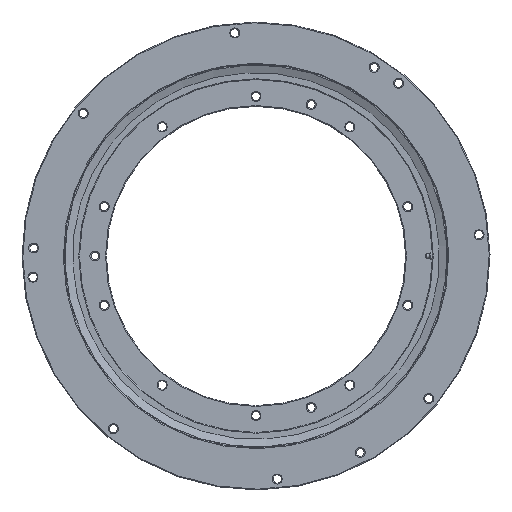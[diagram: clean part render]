
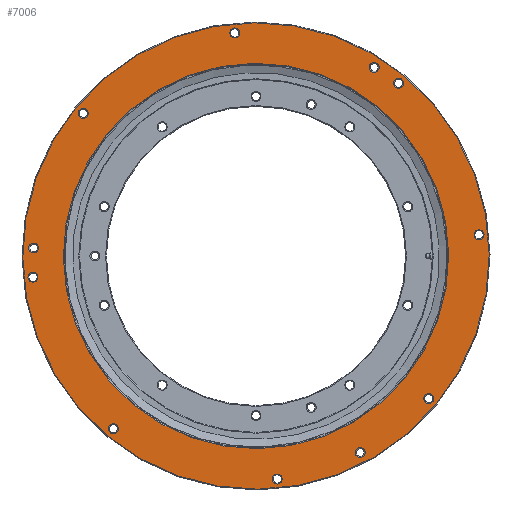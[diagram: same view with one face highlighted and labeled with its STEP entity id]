
A CAD part, front view. The second image highlights one B-rep face of the part: STEP entity #7006.
In plain terms, the highlighted planar face has unit normal (0, -1, 0).
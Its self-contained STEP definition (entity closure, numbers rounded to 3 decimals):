
#7006 = ADVANCED_FACE('',(#7007,#7018,#7029,#7040,#7051,#7062,#7073,
    #7084,#7095,#7106,#7117,#7128,#7139),#7150,.F.);
#7007 = FACE_BOUND('',#7008,.T.);
#7008 = EDGE_LOOP('',(#7009));
#7009 = ORIENTED_EDGE('',*,*,#7010,.F.);
#7010 = EDGE_CURVE('',#7011,#7011,#7013,.T.);
#7011 = VERTEX_POINT('',#7012);
#7012 = CARTESIAN_POINT('',(158.068,-30.,250.788));
#7013 = CIRCLE('',#7014,6.5);
#7014 = AXIS2_PLACEMENT_3D('',#7015,#7016,#7017);
#7015 = CARTESIAN_POINT('',(153.928,-30.,245.777));
#7016 = DIRECTION('',(0.,-1.,0.));
#7017 = DIRECTION('',(0.637,0.,0.771));
#7018 = FACE_BOUND('',#7019,.T.);
#7019 = EDGE_LOOP('',(#7020));
#7020 = ORIENTED_EDGE('',*,*,#7021,.F.);
#7021 = EDGE_CURVE('',#7022,#7022,#7024,.T.);
#7022 = VERTEX_POINT('',#7023);
#7023 = CARTESIAN_POINT('',(-285.673,-30.,15.429));
#7024 = CIRCLE('',#7025,6.5);
#7025 = AXIS2_PLACEMENT_3D('',#7026,#7027,#7028);
#7026 = CARTESIAN_POINT('',(-289.813,-30.,10.417));
#7027 = DIRECTION('',(0.,-1.,0.));
#7028 = DIRECTION('',(0.637,0.,0.771));
#7029 = FACE_BOUND('',#7030,.T.);
#7030 = EDGE_LOOP('',(#7031));
#7031 = ORIENTED_EDGE('',*,*,#7032,.F.);
#7032 = EDGE_CURVE('',#7033,#7033,#7035,.T.);
#7033 = VERTEX_POINT('',#7034);
#7034 = CARTESIAN_POINT('',(140.024,-30.,-251.183));
#7035 = CIRCLE('',#7036,6.5);
#7036 = AXIS2_PLACEMENT_3D('',#7037,#7038,#7039);
#7037 = CARTESIAN_POINT('',(135.885,-30.,-256.194));
#7038 = DIRECTION('',(0.,-1.,0.));
#7039 = DIRECTION('',(0.637,0.,0.771));
#7040 = FACE_BOUND('',#7041,.T.);
#7041 = EDGE_LOOP('',(#7042));
#7042 = ORIENTED_EDGE('',*,*,#7043,.T.);
#7043 = EDGE_CURVE('',#7044,#7044,#7046,.T.);
#7044 = VERTEX_POINT('',#7045);
#7045 = CARTESIAN_POINT('',(-159.981,-30.,-193.668));
#7046 = CIRCLE('',#7047,251.2);
#7047 = AXIS2_PLACEMENT_3D('',#7048,#7049,#7050);
#7048 = CARTESIAN_POINT('',(-0.,-30.,0.));
#7049 = DIRECTION('',(0.,1.,0.));
#7050 = DIRECTION('',(-0.637,0.,-0.771));
#7051 = FACE_BOUND('',#7052,.T.);
#7052 = EDGE_LOOP('',(#7053));
#7053 = ORIENTED_EDGE('',*,*,#7054,.T.);
#7054 = EDGE_CURVE('',#7055,#7055,#7057,.T.);
#7055 = VERTEX_POINT('',#7056);
#7056 = CARTESIAN_POINT('',(-193.608,-30.,-234.376));
#7057 = CIRCLE('',#7058,304.);
#7058 = AXIS2_PLACEMENT_3D('',#7059,#7060,#7061);
#7059 = CARTESIAN_POINT('',(-0.,-30.,0.));
#7060 = DIRECTION('',(0.,-1.,-0.));
#7061 = DIRECTION('',(-0.637,0.,-0.771));
#7062 = FACE_BOUND('',#7063,.T.);
#7063 = EDGE_LOOP('',(#7064));
#7064 = ORIENTED_EDGE('',*,*,#7065,.F.);
#7065 = EDGE_CURVE('',#7066,#7066,#7068,.T.);
#7066 = VERTEX_POINT('',#7067);
#7067 = CARTESIAN_POINT('',(-220.985,-30.,190.977));
#7068 = CIRCLE('',#7069,6.5);
#7069 = AXIS2_PLACEMENT_3D('',#7070,#7071,#7072);
#7070 = CARTESIAN_POINT('',(-225.124,-30.,185.965));
#7071 = DIRECTION('',(0.,-1.,0.));
#7072 = DIRECTION('',(0.637,0.,0.771));
#7073 = FACE_BOUND('',#7074,.T.);
#7074 = EDGE_LOOP('',(#7075));
#7075 = ORIENTED_EDGE('',*,*,#7076,.F.);
#7076 = EDGE_CURVE('',#7077,#7077,#7079,.T.);
#7077 = VERTEX_POINT('',#7078);
#7078 = CARTESIAN_POINT('',(-286.545,-30.,-22.678));
#7079 = CIRCLE('',#7080,6.5);
#7080 = AXIS2_PLACEMENT_3D('',#7081,#7082,#7083);
#7081 = CARTESIAN_POINT('',(-290.684,-30.,-27.689));
#7082 = DIRECTION('',(0.,-1.,0.));
#7083 = DIRECTION('',(0.637,0.,0.771));
#7084 = FACE_BOUND('',#7085,.T.);
#7085 = EDGE_LOOP('',(#7086));
#7086 = ORIENTED_EDGE('',*,*,#7087,.F.);
#7087 = EDGE_CURVE('',#7088,#7088,#7090,.T.);
#7088 = VERTEX_POINT('',#7089);
#7089 = CARTESIAN_POINT('',(-181.826,-30.,-220.113));
#7090 = CIRCLE('',#7091,6.5);
#7091 = AXIS2_PLACEMENT_3D('',#7092,#7093,#7094);
#7092 = CARTESIAN_POINT('',(-185.965,-30.,-225.124));
#7093 = DIRECTION('',(0.,-1.,0.));
#7094 = DIRECTION('',(0.637,0.,0.771));
#7095 = FACE_BOUND('',#7096,.T.);
#7096 = EDGE_LOOP('',(#7097));
#7097 = ORIENTED_EDGE('',*,*,#7098,.F.);
#7098 = EDGE_CURVE('',#7099,#7099,#7101,.T.);
#7099 = VERTEX_POINT('',#7100);
#7100 = CARTESIAN_POINT('',(31.829,-30.,-285.673));
#7101 = CIRCLE('',#7102,6.5);
#7102 = AXIS2_PLACEMENT_3D('',#7103,#7104,#7105);
#7103 = CARTESIAN_POINT('',(27.689,-30.,-290.684));
#7104 = DIRECTION('',(0.,-1.,0.));
#7105 = DIRECTION('',(0.637,0.,0.771));
#7106 = FACE_BOUND('',#7107,.T.);
#7107 = EDGE_LOOP('',(#7108));
#7108 = ORIENTED_EDGE('',*,*,#7109,.F.);
#7109 = EDGE_CURVE('',#7110,#7110,#7112,.T.);
#7110 = VERTEX_POINT('',#7111);
#7111 = CARTESIAN_POINT('',(229.264,-30.,-180.954));
#7112 = CIRCLE('',#7113,6.5);
#7113 = AXIS2_PLACEMENT_3D('',#7114,#7115,#7116);
#7114 = CARTESIAN_POINT('',(225.124,-30.,-185.965));
#7115 = DIRECTION('',(0.,-1.,0.));
#7116 = DIRECTION('',(0.637,0.,0.771));
#7117 = FACE_BOUND('',#7118,.T.);
#7118 = EDGE_LOOP('',(#7119));
#7119 = ORIENTED_EDGE('',*,*,#7120,.F.);
#7120 = EDGE_CURVE('',#7121,#7121,#7123,.T.);
#7121 = VERTEX_POINT('',#7122);
#7122 = CARTESIAN_POINT('',(-23.55,-30.,295.696));
#7123 = CIRCLE('',#7124,6.5);
#7124 = AXIS2_PLACEMENT_3D('',#7125,#7126,#7127);
#7125 = CARTESIAN_POINT('',(-27.689,-30.,290.684));
#7126 = DIRECTION('',(0.,-1.,0.));
#7127 = DIRECTION('',(0.637,0.,0.771));
#7128 = FACE_BOUND('',#7129,.T.);
#7129 = EDGE_LOOP('',(#7130));
#7130 = ORIENTED_EDGE('',*,*,#7131,.F.);
#7131 = EDGE_CURVE('',#7132,#7132,#7134,.T.);
#7132 = VERTEX_POINT('',#7133);
#7133 = CARTESIAN_POINT('',(190.105,-30.,230.135));
#7134 = CIRCLE('',#7135,6.5);
#7135 = AXIS2_PLACEMENT_3D('',#7136,#7137,#7138);
#7136 = CARTESIAN_POINT('',(185.965,-30.,225.124));
#7137 = DIRECTION('',(0.,-1.,0.));
#7138 = DIRECTION('',(0.637,0.,0.771));
#7139 = FACE_BOUND('',#7140,.T.);
#7140 = EDGE_LOOP('',(#7141));
#7141 = ORIENTED_EDGE('',*,*,#7142,.F.);
#7142 = EDGE_CURVE('',#7143,#7143,#7145,.T.);
#7143 = VERTEX_POINT('',#7144);
#7144 = CARTESIAN_POINT('',(294.824,-30.,32.701));
#7145 = CIRCLE('',#7146,6.5);
#7146 = AXIS2_PLACEMENT_3D('',#7147,#7148,#7149);
#7147 = CARTESIAN_POINT('',(290.684,-30.,27.689));
#7148 = DIRECTION('',(0.,-1.,0.));
#7149 = DIRECTION('',(0.637,0.,0.771));
#7150 = PLANE('',#7151);
#7151 = AXIS2_PLACEMENT_3D('',#7152,#7153,#7154);
#7152 = CARTESIAN_POINT('',(192.897,-30.,-159.344));
#7153 = DIRECTION('',(0.,1.,0.));
#7154 = DIRECTION('',(-0.637,0.,-0.771));
